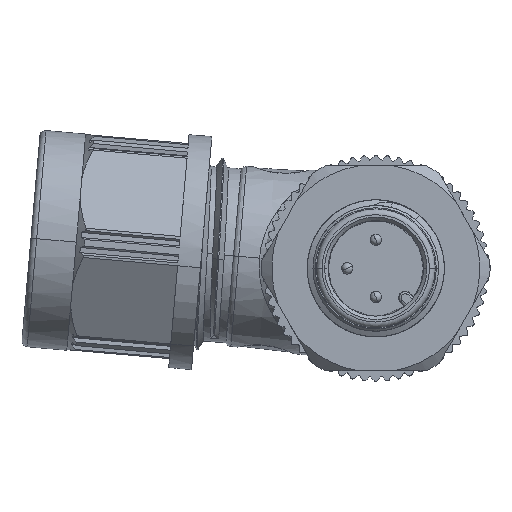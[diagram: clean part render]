
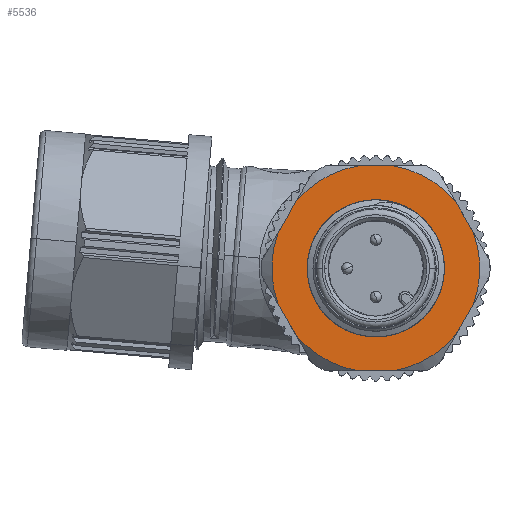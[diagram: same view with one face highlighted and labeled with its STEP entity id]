
A CAD part, front view. The second image highlights one B-rep face of the part: STEP entity #5536.
In plain terms, the highlighted planar face has unit normal (0, -1, 0).
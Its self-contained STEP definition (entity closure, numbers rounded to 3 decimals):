
#4577=FACE_BOUND('',#7194,.T.);
#4578=FACE_BOUND('',#7195,.T.);
#5010=CIRCLE('',#17065,6.);
#5011=CIRCLE('',#17067,6.);
#5012=CIRCLE('',#17070,9.101);
#5020=CIRCLE('',#17082,9.101);
#5025=CIRCLE('',#17092,9.101);
#5026=CIRCLE('',#17095,9.101);
#5029=CIRCLE('',#17101,9.101);
#5030=CIRCLE('',#17103,9.101);
#5536=ADVANCED_FACE('',(#4577,#4578),#6143,.T.);
#6143=PLANE('',#17104);
#7194=EDGE_LOOP('',(#8811,#8812));
#7195=EDGE_LOOP('',(#8813,#8814,#8815,#8816,#8817,#8818,#8819,#8820,#8821,
#8822,#8823,#8824));
#8811=ORIENTED_EDGE('',*,*,#13561,.F.);
#8812=ORIENTED_EDGE('',*,*,#13562,.F.);
#8813=ORIENTED_EDGE('',*,*,#13612,.T.);
#8814=ORIENTED_EDGE('',*,*,#13608,.T.);
#8815=ORIENTED_EDGE('',*,*,#13606,.T.);
#8816=ORIENTED_EDGE('',*,*,#13603,.T.);
#8817=ORIENTED_EDGE('',*,*,#13601,.T.);
#8818=ORIENTED_EDGE('',*,*,#13617,.T.);
#8819=ORIENTED_EDGE('',*,*,#13618,.T.);
#8820=ORIENTED_EDGE('',*,*,#13569,.T.);
#8821=ORIENTED_EDGE('',*,*,#13567,.T.);
#8822=ORIENTED_EDGE('',*,*,#13584,.T.);
#8823=ORIENTED_EDGE('',*,*,#13589,.T.);
#8824=ORIENTED_EDGE('',*,*,#13616,.T.);
#12260=VERTEX_POINT('',#23679);
#12261=VERTEX_POINT('',#23681);
#12266=VERTEX_POINT('',#23726);
#12267=VERTEX_POINT('',#23728);
#12268=VERTEX_POINT('',#23741);
#12279=VERTEX_POINT('',#23826);
#12282=VERTEX_POINT('',#23857);
#12293=VERTEX_POINT('',#23915);
#12294=VERTEX_POINT('',#23917);
#12295=VERTEX_POINT('',#23930);
#12296=VERTEX_POINT('',#23967);
#12297=VERTEX_POINT('',#23980);
#12300=VERTEX_POINT('',#24020);
#12301=VERTEX_POINT('',#24038);
#13561=EDGE_CURVE('',#12261,#12260,#5010,.T.);
#13562=EDGE_CURVE('',#12260,#12261,#5011,.T.);
#13567=EDGE_CURVE('',#12267,#12266,#15290,.T.);
#13569=EDGE_CURVE('',#12268,#12267,#5012,.T.);
#13584=EDGE_CURVE('',#12266,#12279,#5020,.T.);
#13589=EDGE_CURVE('',#12279,#12282,#15296,.T.);
#13601=EDGE_CURVE('',#12294,#12293,#15302,.T.);
#13603=EDGE_CURVE('',#12295,#12294,#5025,.T.);
#13606=EDGE_CURVE('',#12296,#12295,#15303,.T.);
#13608=EDGE_CURVE('',#12297,#12296,#5026,.T.);
#13612=EDGE_CURVE('',#12300,#12297,#15305,.T.);
#13616=EDGE_CURVE('',#12282,#12300,#5029,.T.);
#13617=EDGE_CURVE('',#12293,#12301,#5030,.T.);
#13618=EDGE_CURVE('',#12301,#12268,#15306,.T.);
#15290=LINE('',#23727,#16140);
#15296=LINE('',#23858,#16146);
#15302=LINE('',#23916,#16152);
#15303=LINE('',#23966,#16153);
#15305=LINE('',#24019,#16155);
#15306=LINE('',#24039,#16156);
#16140=VECTOR('',#18386,1.);
#16146=VECTOR('',#18422,1.);
#16152=VECTOR('',#18442,1.);
#16153=VECTOR('',#18449,1.);
#16155=VECTOR('',#18457,1.);
#16156=VECTOR('',#18472,1.);
#17065=AXIS2_PLACEMENT_3D('',#23682,#18376,#18377);
#17067=AXIS2_PLACEMENT_3D('',#23684,#18380,#18381);
#17070=AXIS2_PLACEMENT_3D('',#23740,#18389,#18390);
#17082=AXIS2_PLACEMENT_3D('',#23825,#18417,#18418);
#17092=AXIS2_PLACEMENT_3D('',#23929,#18445,#18446);
#17095=AXIS2_PLACEMENT_3D('',#23979,#18452,#18453);
#17101=AXIS2_PLACEMENT_3D('',#24035,#18466,#18467);
#17103=AXIS2_PLACEMENT_3D('',#24037,#18470,#18471);
#17104=AXIS2_PLACEMENT_3D('',#24040,#18473,#18474);
#18376=DIRECTION('',(0.,-1.,0.));
#18377=DIRECTION('',(1.,0.,0.));
#18380=DIRECTION('',(0.,-1.,0.));
#18381=DIRECTION('',(-1.,0.,0.));
#18386=DIRECTION('',(1.,0.,0.));
#18389=DIRECTION('',(0.,-1.,0.));
#18390=DIRECTION('',(-0.769,0.,-0.639));
#18417=DIRECTION('',(0.,-1.,0.));
#18418=DIRECTION('',(0.169,0.,-0.986));
#18422=DIRECTION('',(0.5,0.,0.866));
#18442=DIRECTION('',(-0.5,0.,-0.866));
#18445=DIRECTION('',(0.,-1.,0.));
#18446=DIRECTION('',(-0.169,0.,0.986));
#18449=DIRECTION('',(-1.,0.,0.));
#18452=DIRECTION('',(0.,-1.,0.));
#18453=DIRECTION('',(0.769,0.,0.639));
#18457=DIRECTION('',(-0.5,0.,0.866));
#18466=DIRECTION('',(0.,-1.,0.));
#18467=DIRECTION('',(0.938,0.,-0.346));
#18470=DIRECTION('',(0.,-1.,0.));
#18471=DIRECTION('',(-0.938,0.,0.346));
#18472=DIRECTION('',(0.5,0.,-0.866));
#18473=DIRECTION('',(0.,-1.,0.));
#18474=DIRECTION('',(-1.,0.,0.));
#23679=CARTESIAN_POINT('',(-6.,-4.75,0.));
#23681=CARTESIAN_POINT('',(6.,-4.75,0.));
#23682=CARTESIAN_POINT('',(0.,-4.75,0.));
#23684=CARTESIAN_POINT('',(0.,-4.75,0.));
#23726=CARTESIAN_POINT('',(1.541,-4.75,-8.97));
#23727=CARTESIAN_POINT('',(-1.541,-4.75,-8.97));
#23728=CARTESIAN_POINT('',(-1.541,-4.75,-8.97));
#23740=CARTESIAN_POINT('',(0.,-4.75,0.));
#23741=CARTESIAN_POINT('',(-6.998,-4.75,-5.819));
#23825=CARTESIAN_POINT('',(0.,-4.75,0.));
#23826=CARTESIAN_POINT('',(6.998,-4.75,-5.819));
#23857=CARTESIAN_POINT('',(8.539,-4.75,-3.151));
#23858=CARTESIAN_POINT('',(6.998,-4.75,-5.819));
#23915=CARTESIAN_POINT('',(-8.539,-4.75,3.151));
#23916=CARTESIAN_POINT('',(-6.998,-4.75,5.819));
#23917=CARTESIAN_POINT('',(-6.998,-4.75,5.819));
#23929=CARTESIAN_POINT('',(0.,-4.75,0.));
#23930=CARTESIAN_POINT('',(-1.541,-4.75,8.97));
#23966=CARTESIAN_POINT('',(1.541,-4.75,8.97));
#23967=CARTESIAN_POINT('',(1.541,-4.75,8.97));
#23979=CARTESIAN_POINT('',(0.,-4.75,0.));
#23980=CARTESIAN_POINT('',(6.998,-4.75,5.819));
#24019=CARTESIAN_POINT('',(8.539,-4.75,3.151));
#24020=CARTESIAN_POINT('',(8.539,-4.75,3.151));
#24035=CARTESIAN_POINT('',(0.,-4.75,0.));
#24037=CARTESIAN_POINT('',(0.,-4.75,0.));
#24038=CARTESIAN_POINT('',(-8.539,-4.75,-3.151));
#24039=CARTESIAN_POINT('',(-8.539,-4.75,-3.151));
#24040=CARTESIAN_POINT('',(0.,-4.75,0.));
